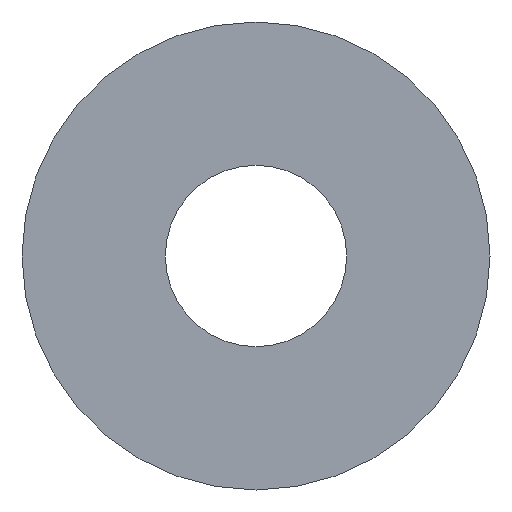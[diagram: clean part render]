
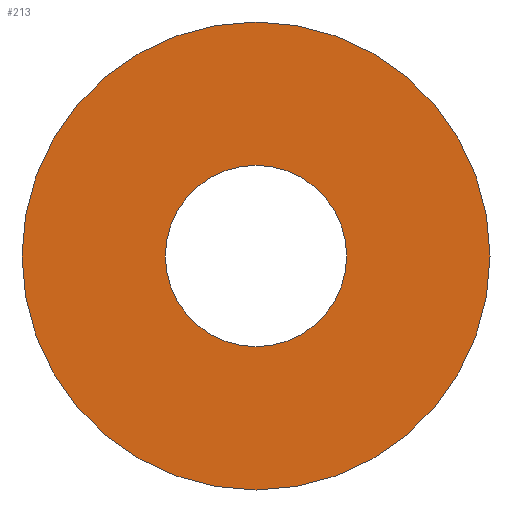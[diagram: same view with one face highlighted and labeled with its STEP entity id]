
A CAD part, front view. The second image highlights one B-rep face of the part: STEP entity #213.
In plain terms, the highlighted planar face has unit normal (0, -1, 0).
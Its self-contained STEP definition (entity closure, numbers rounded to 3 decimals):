
#18 = CARTESIAN_POINT ( 'NONE',  ( 1.55, 0., 0. ) ) ;
#33 = DIRECTION ( 'NONE',  ( 0., 0., -1. ) ) ;
#34 = VERTEX_POINT ( 'NONE', #94 ) ;
#42 = DIRECTION ( 'NONE',  ( 0., 0., -1. ) ) ;
#45 = CIRCLE ( 'NONE', #68, 1.55 ) ;
#48 = CARTESIAN_POINT ( 'NONE',  ( 0., 0., 1.55 ) ) ;
#55 = ORIENTED_EDGE ( 'NONE', *, *, #246, .T. ) ;
#68 = AXIS2_PLACEMENT_3D ( 'NONE', #209, #184, #252 ) ;
#71 = AXIS2_PLACEMENT_3D ( 'NONE', #18, #201, #296 ) ;
#77 = EDGE_LOOP ( 'NONE', ( #55, #149 ) ) ;
#78 = DIRECTION ( 'NONE',  ( 0., 0., -1. ) ) ;
#94 = CARTESIAN_POINT ( 'NONE',  ( 0., 0., -1.55 ) ) ;
#100 = ORIENTED_EDGE ( 'NONE', *, *, #103, .F. ) ;
#103 = EDGE_CURVE ( 'NONE', #34, #256, #298, .T. ) ;
#108 = CARTESIAN_POINT ( 'NONE',  ( 0., 0., 0. ) ) ;
#122 = FACE_OUTER_BOUND ( 'NONE', #77, .T. ) ;
#146 = AXIS2_PLACEMENT_3D ( 'NONE', #108, #203, #78 ) ;
#149 = ORIENTED_EDGE ( 'NONE', *, *, #249, .T. ) ;
#155 = AXIS2_PLACEMENT_3D ( 'NONE', #276, #254, #33 ) ;
#159 = CARTESIAN_POINT ( 'NONE',  ( 0., 0., 0. ) ) ;
#172 = VERTEX_POINT ( 'NONE', #259 ) ;
#182 = AXIS2_PLACEMENT_3D ( 'NONE', #159, #218, #42 ) ;
#184 = DIRECTION ( 'NONE',  ( 0., -1., 0. ) ) ;
#189 = EDGE_CURVE ( 'NONE', #256, #34, #45, .T. ) ;
#201 = DIRECTION ( 'NONE',  ( 0., -1., 0. ) ) ;
#203 = DIRECTION ( 'NONE',  ( 0., -1., 0. ) ) ;
#205 = FACE_BOUND ( 'NONE', #277, .T. ) ;
#206 = ORIENTED_EDGE ( 'NONE', *, *, #189, .F. ) ;
#209 = CARTESIAN_POINT ( 'NONE',  ( 0., 0., 0. ) ) ;
#213 = ADVANCED_FACE ( 'NONE', ( #122, #205 ), #300, .T. ) ;
#218 = DIRECTION ( 'NONE',  ( 0., -1., 0. ) ) ;
#221 = CIRCLE ( 'NONE', #155, 4. ) ;
#240 = CARTESIAN_POINT ( 'NONE',  ( 0., 0., -4. ) ) ;
#246 = EDGE_CURVE ( 'NONE', #282, #172, #294, .T. ) ;
#249 = EDGE_CURVE ( 'NONE', #172, #282, #221, .T. ) ;
#252 = DIRECTION ( 'NONE',  ( 0., 0., -1. ) ) ;
#254 = DIRECTION ( 'NONE',  ( 0., -1., 0. ) ) ;
#256 = VERTEX_POINT ( 'NONE', #48 ) ;
#259 = CARTESIAN_POINT ( 'NONE',  ( 0., 0., 4. ) ) ;
#276 = CARTESIAN_POINT ( 'NONE',  ( 0., 0., 0. ) ) ;
#277 = EDGE_LOOP ( 'NONE', ( #100, #206 ) ) ;
#282 = VERTEX_POINT ( 'NONE', #240 ) ;
#294 = CIRCLE ( 'NONE', #146, 4. ) ;
#296 = DIRECTION ( 'NONE',  ( 0., 0., -1. ) ) ;
#298 = CIRCLE ( 'NONE', #182, 1.55 ) ;
#300 = PLANE ( 'NONE',  #71 ) ;
